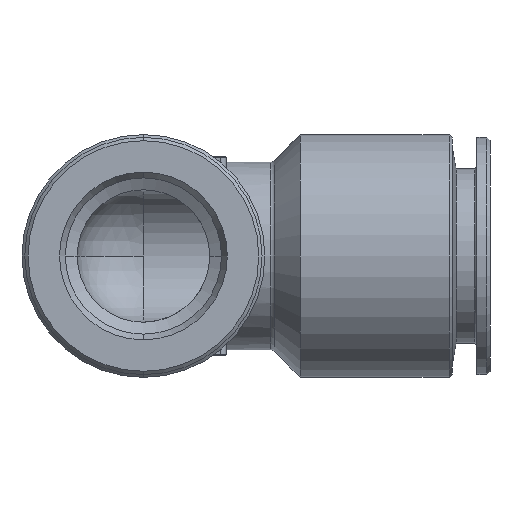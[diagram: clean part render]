
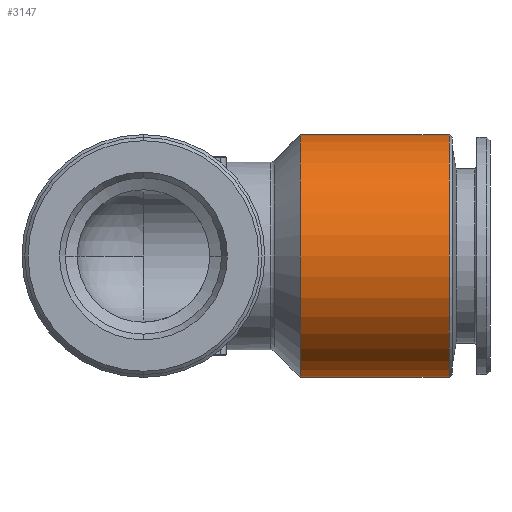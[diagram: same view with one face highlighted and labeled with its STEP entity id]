
A CAD part, front view. The second image highlights one B-rep face of the part: STEP entity #3147.
In plain terms, the highlighted cylindrical face has radius 11 mm (diameter 22 mm), a partial arc.
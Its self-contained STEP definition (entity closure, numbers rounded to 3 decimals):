
#275 = CIRCLE ( 'NONE', #324, 11. ) ;
#324 = AXIS2_PLACEMENT_3D ( 'NONE', #2025, #2026, #2027 ) ;
#340 = AXIS2_PLACEMENT_3D ( 'NONE', #695, #691, #697 ) ;
#691 = DIRECTION ( 'NONE',  ( -1., 0., 0. ) ) ;
#694 = FACE_OUTER_BOUND ( 'NONE', #1202, .T. ) ;
#695 = CARTESIAN_POINT ( 'NONE',  ( 0., 0., 0. ) ) ;
#696 = CYLINDRICAL_SURFACE ( 'NONE', #340, 11. ) ;
#697 = DIRECTION ( 'NONE',  ( 0., 0., 1. ) ) ;
#896 = AXIS2_PLACEMENT_3D ( 'NONE', #2395, #2394, #2393 ) ;
#949 = CIRCLE ( 'NONE', #896, 11. ) ;
#960 = VECTOR ( 'NONE', #2275, 1000. ) ;
#975 = VECTOR ( 'NONE', #2263, 1000. ) ;
#1202 = EDGE_LOOP ( 'NONE', ( #1669, #1668, #1667, #1666 ) ) ;
#1383 = VERTEX_POINT ( 'NONE', #1578 ) ;
#1395 = VERTEX_POINT ( 'NONE', #1566 ) ;
#1413 = VERTEX_POINT ( 'NONE', #2453 ) ;
#1506 = VERTEX_POINT ( 'NONE', #2430 ) ;
#1566 = CARTESIAN_POINT ( 'NONE',  ( 27.7, 0., 11. ) ) ;
#1578 = CARTESIAN_POINT ( 'NONE',  ( 27.7, 0., -11. ) ) ;
#1666 = ORIENTED_EDGE ( 'NONE', *, *, #2717, .T. ) ;
#1667 = ORIENTED_EDGE ( 'NONE', *, *, #2151, .T. ) ;
#1668 = ORIENTED_EDGE ( 'NONE', *, *, #2124, .T. ) ;
#1669 = ORIENTED_EDGE ( 'NONE', *, *, #2153, .F. ) ;
#2025 = CARTESIAN_POINT ( 'NONE',  ( 14.21, 0., 0. ) ) ;
#2026 = DIRECTION ( 'NONE',  ( 1., 0., 0. ) ) ;
#2027 = DIRECTION ( 'NONE',  ( 0., 0., -1. ) ) ;
#2124 = EDGE_CURVE ( 'NONE', #1383, #1395, #949, .T. ) ;
#2151 = EDGE_CURVE ( 'NONE', #1395, #1413, #2325, .T. ) ;
#2153 = EDGE_CURVE ( 'NONE', #1383, #1506, #2269, .T. ) ;
#2263 = DIRECTION ( 'NONE',  ( -1., 0., 0. ) ) ;
#2269 = LINE ( 'NONE', #2280, #975 ) ;
#2275 = DIRECTION ( 'NONE',  ( -1., 0., 0. ) ) ;
#2280 = CARTESIAN_POINT ( 'NONE',  ( 0., 0., -11. ) ) ;
#2284 = CARTESIAN_POINT ( 'NONE',  ( 0., 0., 11. ) ) ;
#2325 = LINE ( 'NONE', #2284, #960 ) ;
#2393 = DIRECTION ( 'NONE',  ( 0., 0., 1. ) ) ;
#2394 = DIRECTION ( 'NONE',  ( -1., 0., 0. ) ) ;
#2395 = CARTESIAN_POINT ( 'NONE',  ( 27.7, 0., 0. ) ) ;
#2430 = CARTESIAN_POINT ( 'NONE',  ( 14.21, 0., -11. ) ) ;
#2453 = CARTESIAN_POINT ( 'NONE',  ( 14.21, 0., 11. ) ) ;
#2717 = EDGE_CURVE ( 'NONE', #1413, #1506, #275, .T. ) ;
#3147 = ADVANCED_FACE ( 'NONE', ( #694 ), #696, .T. ) ;
